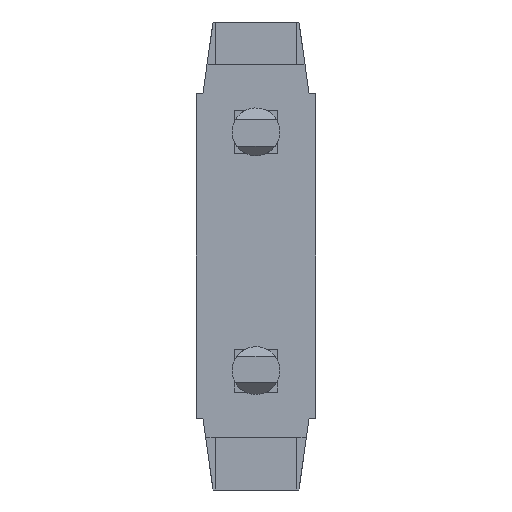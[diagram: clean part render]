
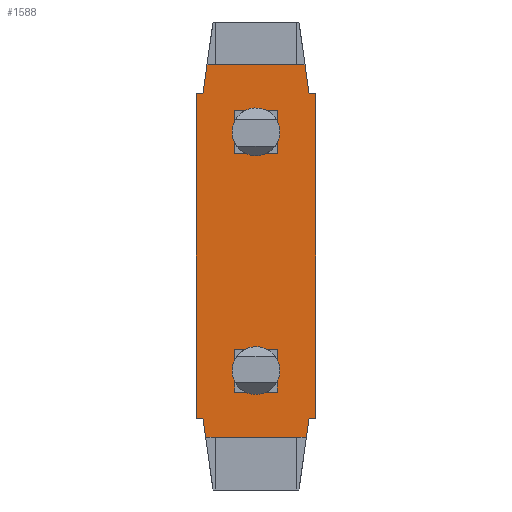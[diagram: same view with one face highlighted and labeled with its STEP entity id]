
A CAD part, front view. The second image highlights one B-rep face of the part: STEP entity #1588.
In plain terms, the highlighted planar face has unit normal (0, -1, 0).
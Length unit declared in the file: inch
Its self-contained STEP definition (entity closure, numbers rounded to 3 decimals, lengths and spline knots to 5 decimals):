
#323=ORIENTED_EDGE('',*,*,#655,.F.);
#324=ORIENTED_EDGE('',*,*,#656,.F.);
#325=ORIENTED_EDGE('',*,*,#643,.F.);
#326=ORIENTED_EDGE('',*,*,#657,.F.);
#327=ORIENTED_EDGE('',*,*,#658,.F.);
#328=ORIENTED_EDGE('',*,*,#599,.T.);
#329=ORIENTED_EDGE('',*,*,#659,.F.);
#330=ORIENTED_EDGE('',*,*,#660,.F.);
#331=ORIENTED_EDGE('',*,*,#653,.T.);
#332=ORIENTED_EDGE('',*,*,#661,.F.);
#333=ORIENTED_EDGE('',*,*,#662,.F.);
#334=ORIENTED_EDGE('',*,*,#585,.F.);
#335=ORIENTED_EDGE('',*,*,#663,.F.);
#336=ORIENTED_EDGE('',*,*,#664,.F.);
#337=ORIENTED_EDGE('',*,*,#665,.F.);
#338=ORIENTED_EDGE('',*,*,#666,.F.);
#339=ORIENTED_EDGE('',*,*,#667,.F.);
#340=ORIENTED_EDGE('',*,*,#668,.F.);
#341=ORIENTED_EDGE('',*,*,#669,.F.);
#342=ORIENTED_EDGE('',*,*,#670,.F.);
#585=EDGE_CURVE('',#775,#776,#933,.T.);
#599=EDGE_CURVE('',#789,#790,#947,.T.);
#643=EDGE_CURVE('',#819,#820,#991,.T.);
#653=EDGE_CURVE('',#828,#827,#1001,.T.);
#655=EDGE_CURVE('',#829,#775,#1003,.T.);
#656=EDGE_CURVE('',#820,#829,#1004,.T.);
#657=EDGE_CURVE('',#830,#819,#1005,.T.);
#658=EDGE_CURVE('',#789,#830,#1006,.T.);
#659=EDGE_CURVE('',#831,#790,#1007,.T.);
#660=EDGE_CURVE('',#828,#831,#1008,.T.);
#661=EDGE_CURVE('',#832,#827,#1009,.T.);
#662=EDGE_CURVE('',#776,#832,#1010,.T.);
#663=EDGE_CURVE('',#833,#834,#1011,.T.);
#664=EDGE_CURVE('',#835,#833,#1012,.T.);
#665=EDGE_CURVE('',#836,#835,#1013,.T.);
#666=EDGE_CURVE('',#834,#836,#1014,.T.);
#667=EDGE_CURVE('',#837,#838,#1015,.T.);
#668=EDGE_CURVE('',#839,#837,#1016,.T.);
#669=EDGE_CURVE('',#840,#839,#1017,.T.);
#670=EDGE_CURVE('',#838,#840,#1018,.T.);
#775=VERTEX_POINT('',#2366);
#776=VERTEX_POINT('',#2368);
#789=VERTEX_POINT('',#2398);
#790=VERTEX_POINT('',#2399);
#819=VERTEX_POINT('',#2483);
#820=VERTEX_POINT('',#2485);
#827=VERTEX_POINT('',#2502);
#828=VERTEX_POINT('',#2504);
#829=VERTEX_POINT('',#2508);
#830=VERTEX_POINT('',#2511);
#831=VERTEX_POINT('',#2514);
#832=VERTEX_POINT('',#2517);
#833=VERTEX_POINT('',#2520);
#834=VERTEX_POINT('',#2521);
#835=VERTEX_POINT('',#2523);
#836=VERTEX_POINT('',#2525);
#837=VERTEX_POINT('',#2528);
#838=VERTEX_POINT('',#2529);
#839=VERTEX_POINT('',#2531);
#840=VERTEX_POINT('',#2533);
#933=LINE('',#2367,#1139);
#947=LINE('',#2397,#1153);
#991=LINE('',#2484,#1197);
#1001=LINE('',#2503,#1207);
#1003=LINE('',#2507,#1209);
#1004=LINE('',#2509,#1210);
#1005=LINE('',#2510,#1211);
#1006=LINE('',#2512,#1212);
#1007=LINE('',#2513,#1213);
#1008=LINE('',#2515,#1214);
#1009=LINE('',#2516,#1215);
#1010=LINE('',#2518,#1216);
#1011=LINE('',#2519,#1217);
#1012=LINE('',#2522,#1218);
#1013=LINE('',#2524,#1219);
#1014=LINE('',#2526,#1220);
#1015=LINE('',#2527,#1221);
#1016=LINE('',#2530,#1222);
#1017=LINE('',#2532,#1223);
#1018=LINE('',#2534,#1224);
#1139=VECTOR('',#1941,39.37008);
#1153=VECTOR('',#1961,39.37008);
#1197=VECTOR('',#2029,39.37008);
#1207=VECTOR('',#2041,39.37008);
#1209=VECTOR('',#2045,39.37008);
#1210=VECTOR('',#2046,39.37008);
#1211=VECTOR('',#2047,39.37008);
#1212=VECTOR('',#2048,39.37008);
#1213=VECTOR('',#2049,39.37008);
#1214=VECTOR('',#2050,39.37008);
#1215=VECTOR('',#2051,39.37008);
#1216=VECTOR('',#2052,39.37008);
#1217=VECTOR('',#2053,39.37008);
#1218=VECTOR('',#2054,39.37008);
#1219=VECTOR('',#2055,39.37008);
#1220=VECTOR('',#2056,39.37008);
#1221=VECTOR('',#2057,39.37008);
#1222=VECTOR('',#2058,39.37008);
#1223=VECTOR('',#2059,39.37008);
#1224=VECTOR('',#2060,39.37008);
#1322=EDGE_LOOP('',(#323,#324,#325,#326,#327,#328,#329,#330,#331,#332,#333,
#334));
#1323=EDGE_LOOP('',(#335,#336,#337,#338));
#1324=EDGE_LOOP('',(#339,#340,#341,#342));
#1416=FACE_BOUND('',#1322,.T.);
#1417=FACE_BOUND('',#1323,.T.);
#1418=FACE_BOUND('',#1324,.T.);
#1502=PLANE('',#1715);
#1588=ADVANCED_FACE('',(#1416,#1417,#1418),#1502,.T.);
#1715=AXIS2_PLACEMENT_3D('',#2506,#2043,#2044);
#1941=DIRECTION('',(0.,0.,1.));
#1961=DIRECTION('',(0.,0.,1.));
#2029=DIRECTION('',(-1.,0.,0.));
#2041=DIRECTION('',(-1.,0.,0.));
#2043=DIRECTION('',(0.,-1.,0.));
#2044=DIRECTION('',(0.,0.,-1.));
#2045=DIRECTION('',(-1.,0.,0.));
#2046=DIRECTION('',(-0.139,0.,0.99));
#2047=DIRECTION('',(-0.139,0.,-0.99));
#2048=DIRECTION('',(-1.,0.,0.));
#2049=DIRECTION('',(1.,0.,0.));
#2050=DIRECTION('',(0.139,0.,-0.99));
#2051=DIRECTION('',(0.139,0.,0.99));
#2052=DIRECTION('',(1.,0.,0.));
#2053=DIRECTION('',(1.,0.,0.));
#2054=DIRECTION('',(0.,0.,-1.));
#2055=DIRECTION('',(-1.,0.,0.));
#2056=DIRECTION('',(0.,0.,1.));
#2057=DIRECTION('',(1.,0.,0.));
#2058=DIRECTION('',(0.,0.,-1.));
#2059=DIRECTION('',(-1.,0.,0.));
#2060=DIRECTION('',(0.,0.,1.));
#2366=CARTESIAN_POINT('',(-0.025,0.02,-0.07));
#2367=CARTESIAN_POINT('',(-0.025,0.02,-0.078));
#2368=CARTESIAN_POINT('',(-0.025,0.02,0.066));
#2397=CARTESIAN_POINT('',(0.025,0.02,-0.078));
#2398=CARTESIAN_POINT('',(0.025,0.02,-0.07));
#2399=CARTESIAN_POINT('',(0.025,0.02,0.066));
#2483=CARTESIAN_POINT('',(0.02109,0.02,-0.078));
#2484=CARTESIAN_POINT('',(0.025,0.02,-0.078));
#2485=CARTESIAN_POINT('',(-0.02109,0.02,-0.078));
#2502=CARTESIAN_POINT('',(-0.02053,0.02,0.078));
#2503=CARTESIAN_POINT('',(0.025,0.02,0.078));
#2504=CARTESIAN_POINT('',(0.02053,0.02,0.078));
#2506=CARTESIAN_POINT('',(0.025,0.02,-0.078));
#2507=CARTESIAN_POINT('',(0.025,0.02,-0.07));
#2508=CARTESIAN_POINT('',(-0.02222,0.02,-0.07));
#2509=CARTESIAN_POINT('',(-0.0202,0.02,-0.08435));
#2510=CARTESIAN_POINT('',(0.02117,0.02,-0.07746));
#2511=CARTESIAN_POINT('',(0.02222,0.02,-0.07));
#2512=CARTESIAN_POINT('',(0.025,0.02,-0.07));
#2513=CARTESIAN_POINT('',(0.025,0.02,0.066));
#2514=CARTESIAN_POINT('',(0.02222,0.02,0.066));
#2515=CARTESIAN_POINT('',(0.04212,0.02,-0.07559));
#2516=CARTESIAN_POINT('',(-0.04115,0.02,-0.0687));
#2517=CARTESIAN_POINT('',(-0.02222,0.02,0.066));
#2518=CARTESIAN_POINT('',(0.025,0.02,0.066));
#2519=CARTESIAN_POINT('',(0.025,0.02,-0.059));
#2520=CARTESIAN_POINT('',(-0.009,0.02,-0.059));
#2521=CARTESIAN_POINT('',(0.009,0.02,-0.059));
#2522=CARTESIAN_POINT('',(-0.009,0.02,-0.078));
#2523=CARTESIAN_POINT('',(-0.009,0.02,-0.041));
#2524=CARTESIAN_POINT('',(0.025,0.02,-0.041));
#2525=CARTESIAN_POINT('',(0.009,0.02,-0.041));
#2526=CARTESIAN_POINT('',(0.009,0.02,-0.078));
#2527=CARTESIAN_POINT('',(0.025,0.02,0.041));
#2528=CARTESIAN_POINT('',(-0.009,0.02,0.041));
#2529=CARTESIAN_POINT('',(0.009,0.02,0.041));
#2530=CARTESIAN_POINT('',(-0.009,0.02,-0.078));
#2531=CARTESIAN_POINT('',(-0.009,0.02,0.059));
#2532=CARTESIAN_POINT('',(0.025,0.02,0.059));
#2533=CARTESIAN_POINT('',(0.009,0.02,0.059));
#2534=CARTESIAN_POINT('',(0.009,0.02,-0.078));
